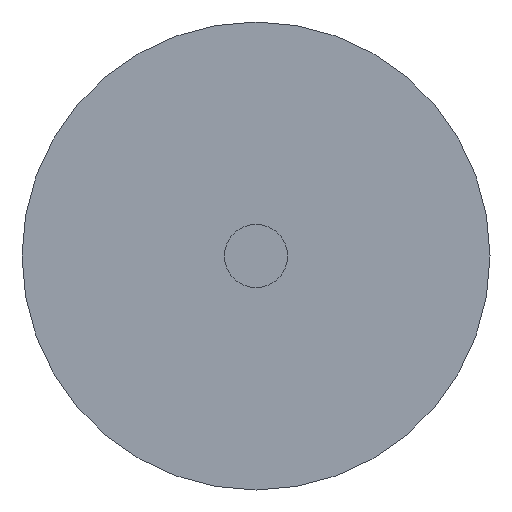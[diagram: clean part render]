
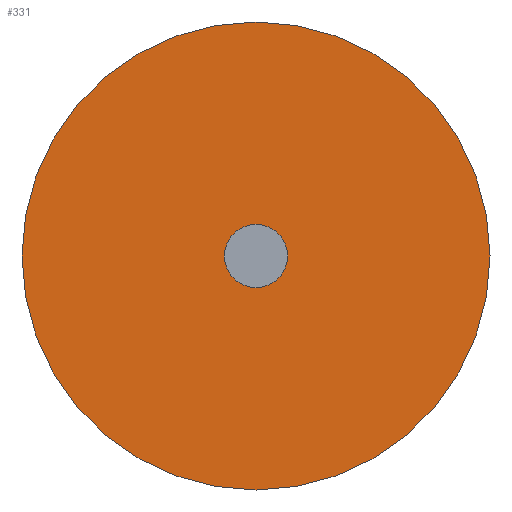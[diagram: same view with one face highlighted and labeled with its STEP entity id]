
A CAD part, front view. The second image highlights one B-rep face of the part: STEP entity #331.
In plain terms, the highlighted planar face has unit normal (0, -1, 0).
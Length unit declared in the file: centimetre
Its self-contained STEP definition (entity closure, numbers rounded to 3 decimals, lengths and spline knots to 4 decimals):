
#2 = VERTEX_POINT ( 'NONE', #282 ) ;
#7 = DIRECTION ( 'NONE',  ( 0., -1., 0. ) ) ;
#12 = EDGE_CURVE ( 'NONE', #46, #2, #204, .T. ) ;
#14 = ORIENTED_EDGE ( 'NONE', *, *, #12, .F. ) ;
#30 = VERTEX_POINT ( 'NONE', #310 ) ;
#32 = DIRECTION ( 'NONE',  ( 0., 0., 1. ) ) ;
#42 = EDGE_CURVE ( 'NONE', #297, #30, #269, .T. ) ;
#46 = VERTEX_POINT ( 'NONE', #137 ) ;
#84 = AXIS2_PLACEMENT_3D ( 'NONE', #220, #140, #135 ) ;
#94 = AXIS2_PLACEMENT_3D ( 'NONE', #293, #245, #166 ) ;
#104 = CARTESIAN_POINT ( 'NONE',  ( 0., 0., -0.74 ) ) ;
#107 = CARTESIAN_POINT ( 'NONE',  ( 0., 0., 0. ) ) ;
#109 = ORIENTED_EDGE ( 'NONE', *, *, #139, .F. ) ;
#122 = EDGE_CURVE ( 'NONE', #30, #297, #143, .T. ) ;
#135 = DIRECTION ( 'NONE',  ( 0., 0., 1. ) ) ;
#137 = CARTESIAN_POINT ( 'NONE',  ( 0., 0., -0.1 ) ) ;
#139 = EDGE_CURVE ( 'NONE', #2, #46, #215, .T. ) ;
#140 = DIRECTION ( 'NONE',  ( 0., -1., 0. ) ) ;
#143 = CIRCLE ( 'NONE', #94, 0.74 ) ;
#159 = FACE_BOUND ( 'NONE', #187, .T. ) ;
#166 = DIRECTION ( 'NONE',  ( 0., 0., 1. ) ) ;
#173 = AXIS2_PLACEMENT_3D ( 'NONE', #334, #262, #32 ) ;
#187 = EDGE_LOOP ( 'NONE', ( #109, #14 ) ) ;
#188 = DIRECTION ( 'NONE',  ( 0., 0., 1. ) ) ;
#204 = CIRCLE ( 'NONE', #84, 0.1 ) ;
#215 = CIRCLE ( 'NONE', #249, 0.1 ) ;
#218 = EDGE_LOOP ( 'NONE', ( #227, #248 ) ) ;
#219 = CARTESIAN_POINT ( 'NONE',  ( 0., 0., 0. ) ) ;
#220 = CARTESIAN_POINT ( 'NONE',  ( 0., 0., 0. ) ) ;
#224 = AXIS2_PLACEMENT_3D ( 'NONE', #107, #335, #188 ) ;
#227 = ORIENTED_EDGE ( 'NONE', *, *, #42, .F. ) ;
#231 = FACE_OUTER_BOUND ( 'NONE', #218, .T. ) ;
#245 = DIRECTION ( 'NONE',  ( 0., 1., 0. ) ) ;
#248 = ORIENTED_EDGE ( 'NONE', *, *, #122, .F. ) ;
#249 = AXIS2_PLACEMENT_3D ( 'NONE', #219, #7, #314 ) ;
#262 = DIRECTION ( 'NONE',  ( 0., 1., 0. ) ) ;
#269 = CIRCLE ( 'NONE', #173, 0.74 ) ;
#282 = CARTESIAN_POINT ( 'NONE',  ( 0., 0., 0.1 ) ) ;
#293 = CARTESIAN_POINT ( 'NONE',  ( 0., 0., 0. ) ) ;
#297 = VERTEX_POINT ( 'NONE', #104 ) ;
#310 = CARTESIAN_POINT ( 'NONE',  ( 0., 0., 0.74 ) ) ;
#314 = DIRECTION ( 'NONE',  ( 0., 0., 1. ) ) ;
#330 = PLANE ( 'NONE',  #224 ) ;
#331 = ADVANCED_FACE ( 'NONE', ( #159, #231 ), #330, .F. ) ;
#334 = CARTESIAN_POINT ( 'NONE',  ( 0., 0., 0. ) ) ;
#335 = DIRECTION ( 'NONE',  ( 0., 1., 0. ) ) ;
